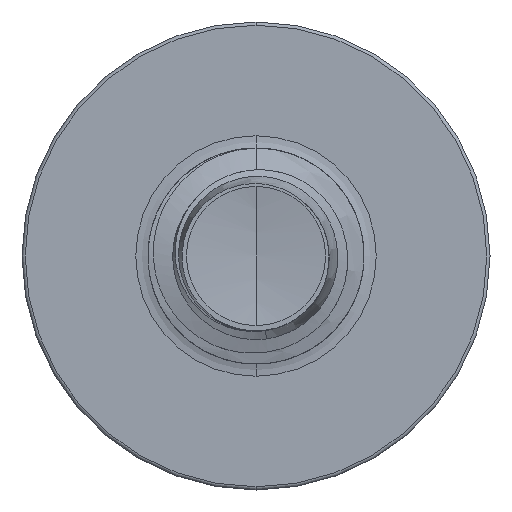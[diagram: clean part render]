
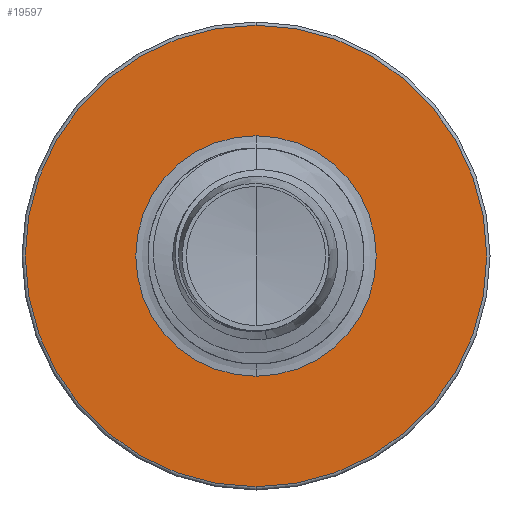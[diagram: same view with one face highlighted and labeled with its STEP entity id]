
A CAD part, front view. The second image highlights one B-rep face of the part: STEP entity #19597.
In plain terms, the highlighted planar face has unit normal (0, -1, 0).
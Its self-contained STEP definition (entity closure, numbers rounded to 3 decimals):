
#2617 = EDGE_CURVE ( 'NONE', #10193, #12876, #6622, .T. ) ;
#4144 = CIRCLE ( 'NONE', #17597, 1.67 ) ;
#4957 = AXIS2_PLACEMENT_3D ( 'NONE', #20916, #20898, #20860 ) ;
#5938 = EDGE_CURVE ( 'NONE', #22176, #24023, #22675, .T. ) ;
#6482 = CARTESIAN_POINT ( 'NONE',  ( 0., 10., 0. ) ) ;
#6622 = CIRCLE ( 'NONE', #19071, 3.205 ) ;
#6737 = DIRECTION ( 'NONE',  ( 0., 0., 1. ) ) ;
#6829 = DIRECTION ( 'NONE',  ( 0., 1., 0. ) ) ;
#6863 = PLANE ( 'NONE',  #9354 ) ;
#7039 = CARTESIAN_POINT ( 'NONE',  ( 0., 10., -1.67 ) ) ;
#9354 = AXIS2_PLACEMENT_3D ( 'NONE', #7039, #6829, #6737 ) ;
#10193 = VERTEX_POINT ( 'NONE', #17826 ) ;
#11387 = AXIS2_PLACEMENT_3D ( 'NONE', #21931, #21905, #21887 ) ;
#12054 = CARTESIAN_POINT ( 'NONE',  ( 0., 10., -1.67 ) ) ;
#12876 = VERTEX_POINT ( 'NONE', #13585 ) ;
#13585 = CARTESIAN_POINT ( 'NONE',  ( 0., 10., -3.205 ) ) ;
#14359 = EDGE_LOOP ( 'NONE', ( #19297, #23953 ) ) ;
#14828 = FACE_BOUND ( 'NONE', #23663, .T. ) ;
#17272 = CARTESIAN_POINT ( 'NONE',  ( 0., 10., 1.67 ) ) ;
#17597 = AXIS2_PLACEMENT_3D ( 'NONE', #22340, #22088, #22072 ) ;
#17826 = CARTESIAN_POINT ( 'NONE',  ( 0., 10., 3.205 ) ) ;
#19071 = AXIS2_PLACEMENT_3D ( 'NONE', #6482, #21338, #22045 ) ;
#19297 = ORIENTED_EDGE ( 'NONE', *, *, #2617, .F. ) ;
#19597 = ADVANCED_FACE ( 'NONE', ( #22361, #14828 ), #6863, .F. ) ;
#19995 = EDGE_CURVE ( 'NONE', #24023, #22176, #4144, .T. ) ;
#20066 = EDGE_CURVE ( 'NONE', #12876, #10193, #21228, .T. ) ;
#20860 = DIRECTION ( 'NONE',  ( 0., 0., 1. ) ) ;
#20898 = DIRECTION ( 'NONE',  ( 0., 1., 0. ) ) ;
#20916 = CARTESIAN_POINT ( 'NONE',  ( 0., 10., 0. ) ) ;
#21228 = CIRCLE ( 'NONE', #11387, 3.205 ) ;
#21338 = DIRECTION ( 'NONE',  ( 0., 1., 0. ) ) ;
#21406 = ORIENTED_EDGE ( 'NONE', *, *, #19995, .T. ) ;
#21887 = DIRECTION ( 'NONE',  ( 0., 0., 1. ) ) ;
#21905 = DIRECTION ( 'NONE',  ( 0., 1., 0. ) ) ;
#21931 = CARTESIAN_POINT ( 'NONE',  ( 0., 10., 0. ) ) ;
#21992 = ORIENTED_EDGE ( 'NONE', *, *, #5938, .T. ) ;
#22045 = DIRECTION ( 'NONE',  ( 0., 0., 1. ) ) ;
#22072 = DIRECTION ( 'NONE',  ( 0., 0., 1. ) ) ;
#22088 = DIRECTION ( 'NONE',  ( 0., 1., 0. ) ) ;
#22176 = VERTEX_POINT ( 'NONE', #12054 ) ;
#22340 = CARTESIAN_POINT ( 'NONE',  ( 0., 10., 0. ) ) ;
#22361 = FACE_OUTER_BOUND ( 'NONE', #14359, .T. ) ;
#22675 = CIRCLE ( 'NONE', #4957, 1.67 ) ;
#23663 = EDGE_LOOP ( 'NONE', ( #21406, #21992 ) ) ;
#23953 = ORIENTED_EDGE ( 'NONE', *, *, #20066, .F. ) ;
#24023 = VERTEX_POINT ( 'NONE', #17272 ) ;
